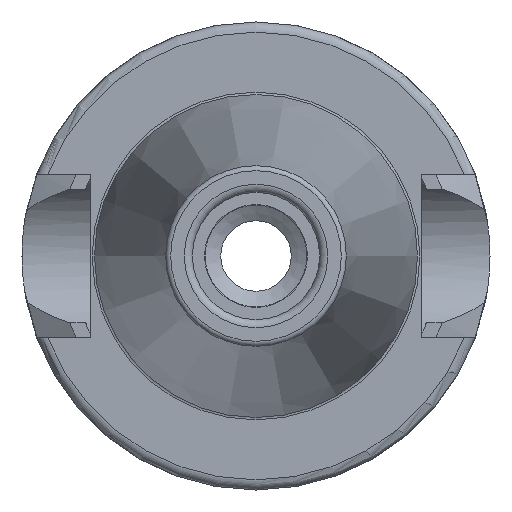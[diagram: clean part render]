
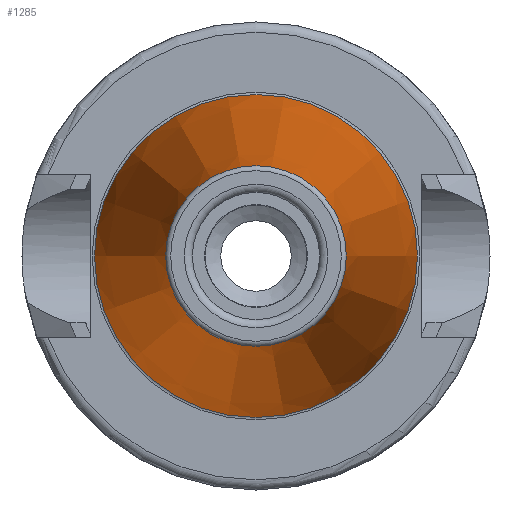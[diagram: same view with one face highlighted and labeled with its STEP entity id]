
A CAD part, left-side view. The second image highlights one B-rep face of the part: STEP entity #1285.
In plain terms, the highlighted conical face has half-angle 8.297 degrees and reference radius 12.377 mm.
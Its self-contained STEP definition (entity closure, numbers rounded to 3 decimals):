
#71=CONICAL_SURFACE('',#1481,12.377,0.145);
#129=LINE('',#2434,#187);
#187=VECTOR('',#1899,12.377);
#275=FACE_OUTER_BOUND('',#350,.T.);
#350=EDGE_LOOP('',(#1162,#1163,#1164,#1165,#1166,#1167,#1168));
#461=CIRCLE('',#1477,8.879);
#462=CIRCLE('',#1478,8.879);
#463=CIRCLE('',#1479,8.879);
#465=CIRCLE('',#1482,15.875);
#466=CIRCLE('',#1483,15.875);
#602=VERTEX_POINT('',#2422);
#603=VERTEX_POINT('',#2423);
#604=VERTEX_POINT('',#2425);
#605=VERTEX_POINT('',#2430);
#606=VERTEX_POINT('',#2431);
#793=EDGE_CURVE('',#602,#603,#461,.T.);
#794=EDGE_CURVE('',#604,#602,#462,.T.);
#795=EDGE_CURVE('',#603,#604,#463,.T.);
#797=EDGE_CURVE('',#605,#606,#465,.T.);
#798=EDGE_CURVE('',#606,#605,#466,.T.);
#799=EDGE_CURVE('',#606,#604,#129,.T.);
#1162=ORIENTED_EDGE('',*,*,#797,.F.);
#1163=ORIENTED_EDGE('',*,*,#798,.F.);
#1164=ORIENTED_EDGE('',*,*,#799,.T.);
#1165=ORIENTED_EDGE('',*,*,#794,.T.);
#1166=ORIENTED_EDGE('',*,*,#793,.T.);
#1167=ORIENTED_EDGE('',*,*,#795,.T.);
#1168=ORIENTED_EDGE('',*,*,#799,.F.);
#1285=ADVANCED_FACE('',(#275),#71,.T.);
#1477=AXIS2_PLACEMENT_3D('',#2424,#1885,#1886);
#1478=AXIS2_PLACEMENT_3D('',#2426,#1887,#1888);
#1479=AXIS2_PLACEMENT_3D('',#2427,#1889,#1890);
#1481=AXIS2_PLACEMENT_3D('',#2429,#1893,#1894);
#1482=AXIS2_PLACEMENT_3D('',#2432,#1895,#1896);
#1483=AXIS2_PLACEMENT_3D('',#2433,#1897,#1898);
#1885=DIRECTION('center_axis',(1.,0.,0.));
#1886=DIRECTION('ref_axis',(0.,0.,-1.));
#1887=DIRECTION('center_axis',(1.,0.,0.));
#1888=DIRECTION('ref_axis',(0.,0.,-1.));
#1889=DIRECTION('center_axis',(1.,0.,0.));
#1890=DIRECTION('ref_axis',(0.,0.,-1.));
#1893=DIRECTION('center_axis',(1.,0.,0.));
#1894=DIRECTION('ref_axis',(0.,1.,0.));
#1895=DIRECTION('center_axis',(1.,0.,0.));
#1896=DIRECTION('ref_axis',(0.,0.,-1.));
#1897=DIRECTION('center_axis',(1.,0.,0.));
#1898=DIRECTION('ref_axis',(0.,0.,-1.));
#1899=DIRECTION('',(-0.99,0.144,0.));
#2422=CARTESIAN_POINT('',(-47.972,8.879,0.));
#2423=CARTESIAN_POINT('',(-47.972,0.,8.879));
#2424=CARTESIAN_POINT('Origin',(-47.972,0.,
0.));
#2425=CARTESIAN_POINT('',(-47.972,-8.879,0.));
#2426=CARTESIAN_POINT('Origin',(-47.972,0.,
0.));
#2427=CARTESIAN_POINT('Origin',(-47.972,0.,
0.));
#2429=CARTESIAN_POINT('Origin',(-23.986,0.,
0.));
#2430=CARTESIAN_POINT('',(0.,15.875,0.));
#2431=CARTESIAN_POINT('',(0.,-15.875,0.));
#2432=CARTESIAN_POINT('Origin',(0.,0.,
0.));
#2433=CARTESIAN_POINT('Origin',(0.,0.,
0.));
#2434=CARTESIAN_POINT('',(-23.986,-12.377,0.));
